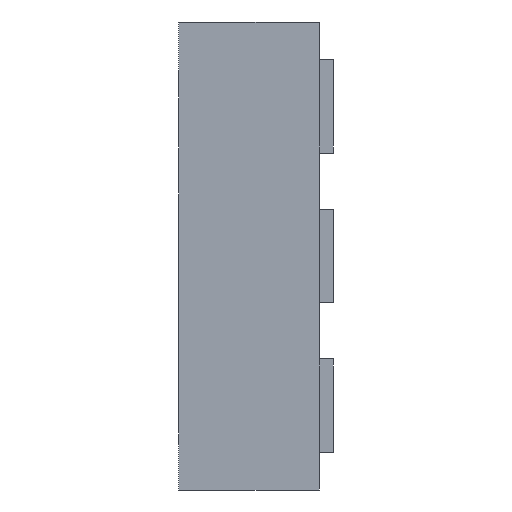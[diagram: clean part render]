
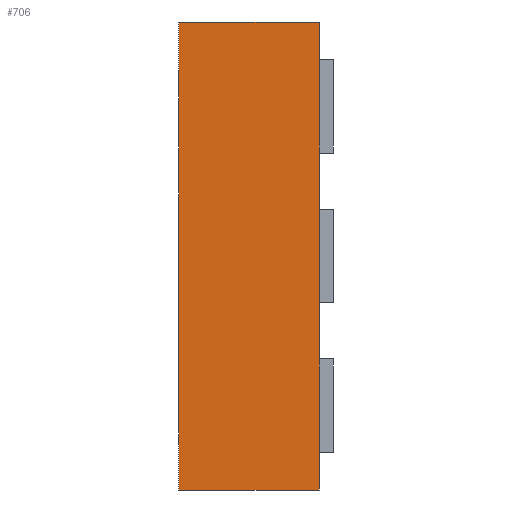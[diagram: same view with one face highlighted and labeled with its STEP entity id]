
A CAD part, left-side view. The second image highlights one B-rep face of the part: STEP entity #706.
In plain terms, the highlighted planar face has unit normal (-1, 0, 0).
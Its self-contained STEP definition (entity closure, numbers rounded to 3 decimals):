
#9 = FACE_OUTER_BOUND ( 'NONE', #963, .T. ) ;
#18 = DIRECTION ( 'NONE',  ( 0., 0., 1. ) ) ;
#21 = CARTESIAN_POINT ( 'NONE',  ( -2.5, 0., -0.5 ) ) ;
#50 = VECTOR ( 'NONE', #144, 1000. ) ;
#52 = VECTOR ( 'NONE', #431, 1000. ) ;
#56 = VERTEX_POINT ( 'NONE', #21 ) ;
#57 = VERTEX_POINT ( 'NONE', #475 ) ;
#80 = LINE ( 'NONE', #94, #642 ) ;
#91 = CARTESIAN_POINT ( 'NONE',  ( -2.5, 0., -2.5 ) ) ;
#94 = CARTESIAN_POINT ( 'NONE',  ( -2.5, 0., -2.5 ) ) ;
#106 = CARTESIAN_POINT ( 'NONE',  ( -2.5, 0., -2.5 ) ) ;
#144 = DIRECTION ( 'NONE',  ( 0., 0., 1. ) ) ;
#168 = EDGE_CURVE ( 'NONE', #726, #886, #1347, .T. ) ;
#187 = CARTESIAN_POINT ( 'NONE',  ( -2.5, 1.5, -2.5 ) ) ;
#197 = VERTEX_POINT ( 'NONE', #1242 ) ;
#204 = DIRECTION ( 'NONE',  ( 0., 0., 1. ) ) ;
#244 = LINE ( 'NONE', #345, #272 ) ;
#272 = VECTOR ( 'NONE', #372, 1000. ) ;
#291 = VERTEX_POINT ( 'NONE', #187 ) ;
#334 = VECTOR ( 'NONE', #1124, 1000. ) ;
#338 = CARTESIAN_POINT ( 'NONE',  ( -2.5, 0., 0.5 ) ) ;
#345 = CARTESIAN_POINT ( 'NONE',  ( -2.5, 1.5, 2.5 ) ) ;
#354 = CARTESIAN_POINT ( 'NONE',  ( -2.5, 0., -2.5 ) ) ;
#372 = DIRECTION ( 'NONE',  ( 0., -1., 0. ) ) ;
#375 = CARTESIAN_POINT ( 'NONE',  ( -2.5, 1.5, -2.5 ) ) ;
#381 = CARTESIAN_POINT ( 'NONE',  ( -2.5, 0., -1.1 ) ) ;
#396 = EDGE_CURVE ( 'NONE', #1039, #911, #1150, .T. ) ;
#402 = DIRECTION ( 'NONE',  ( 0., 0., 1. ) ) ;
#406 = VECTOR ( 'NONE', #204, 1000. ) ;
#431 = DIRECTION ( 'NONE',  ( 0., 0., 1. ) ) ;
#434 = VECTOR ( 'NONE', #402, 1000. ) ;
#436 = VECTOR ( 'NONE', #998, 1000. ) ;
#443 = ORIENTED_EDGE ( 'NONE', *, *, #637, .T. ) ;
#475 = CARTESIAN_POINT ( 'NONE',  ( -2.5, 0., 1.1 ) ) ;
#487 = ORIENTED_EDGE ( 'NONE', *, *, #743, .T. ) ;
#514 = ORIENTED_EDGE ( 'NONE', *, *, #168, .T. ) ;
#516 = EDGE_CURVE ( 'NONE', #57, #1039, #937, .T. ) ;
#521 = ORIENTED_EDGE ( 'NONE', *, *, #1436, .F. ) ;
#523 = EDGE_CURVE ( 'NONE', #291, #1373, #1271, .T. ) ;
#551 = LINE ( 'NONE', #888, #406 ) ;
#592 = EDGE_CURVE ( 'NONE', #886, #56, #551, .T. ) ;
#612 = CARTESIAN_POINT ( 'NONE',  ( -2.5, 0., -2.5 ) ) ;
#637 = EDGE_CURVE ( 'NONE', #197, #726, #80, .T. ) ;
#642 = VECTOR ( 'NONE', #1427, 1000. ) ;
#690 = ORIENTED_EDGE ( 'NONE', *, *, #1278, .T. ) ;
#693 = PLANE ( 'NONE',  #1316 ) ;
#696 = DIRECTION ( 'NONE',  ( 1., 0., 0. ) ) ;
#706 = ADVANCED_FACE ( 'NONE', ( #9 ), #693, .F. ) ;
#726 = VERTEX_POINT ( 'NONE', #913 ) ;
#743 = EDGE_CURVE ( 'NONE', #1327, #57, #1004, .T. ) ;
#747 = VECTOR ( 'NONE', #18, 1000. ) ;
#784 = CARTESIAN_POINT ( 'NONE',  ( -2.5, 1.5, -2.5 ) ) ;
#817 = ORIENTED_EDGE ( 'NONE', *, *, #516, .T. ) ;
#840 = LINE ( 'NONE', #784, #334 ) ;
#855 = DIRECTION ( 'NONE',  ( 0., 0., 1. ) ) ;
#885 = CARTESIAN_POINT ( 'NONE',  ( -2.5, 0., 2.1 ) ) ;
#886 = VERTEX_POINT ( 'NONE', #381 ) ;
#888 = CARTESIAN_POINT ( 'NONE',  ( -2.5, 0., -2.5 ) ) ;
#911 = VERTEX_POINT ( 'NONE', #1407 ) ;
#913 = CARTESIAN_POINT ( 'NONE',  ( -2.5, 0., -2.1 ) ) ;
#937 = LINE ( 'NONE', #612, #434 ) ;
#963 = EDGE_LOOP ( 'NONE', ( #443, #514, #1434, #1408, #487, #817, #1053, #521, #1115, #690 ) ) ;
#979 = CARTESIAN_POINT ( 'NONE',  ( -2.5, 1.5, 2.5 ) ) ;
#998 = DIRECTION ( 'NONE',  ( 0., 0., 1. ) ) ;
#1002 = EDGE_CURVE ( 'NONE', #56, #1327, #1333, .T. ) ;
#1004 = LINE ( 'NONE', #1231, #436 ) ;
#1039 = VERTEX_POINT ( 'NONE', #885 ) ;
#1053 = ORIENTED_EDGE ( 'NONE', *, *, #396, .T. ) ;
#1115 = ORIENTED_EDGE ( 'NONE', *, *, #523, .F. ) ;
#1124 = DIRECTION ( 'NONE',  ( 0., -1., 0. ) ) ;
#1150 = LINE ( 'NONE', #354, #50 ) ;
#1231 = CARTESIAN_POINT ( 'NONE',  ( -2.5, 0., -2.5 ) ) ;
#1242 = CARTESIAN_POINT ( 'NONE',  ( -2.5, 0., -2.5 ) ) ;
#1271 = LINE ( 'NONE', #375, #1289 ) ;
#1278 = EDGE_CURVE ( 'NONE', #291, #197, #840, .T. ) ;
#1289 = VECTOR ( 'NONE', #855, 1000. ) ;
#1316 = AXIS2_PLACEMENT_3D ( 'NONE', #1374, #696, #1350 ) ;
#1327 = VERTEX_POINT ( 'NONE', #338 ) ;
#1333 = LINE ( 'NONE', #91, #52 ) ;
#1347 = LINE ( 'NONE', #106, #747 ) ;
#1350 = DIRECTION ( 'NONE',  ( 0., 0., -1. ) ) ;
#1373 = VERTEX_POINT ( 'NONE', #979 ) ;
#1374 = CARTESIAN_POINT ( 'NONE',  ( -2.5, 1.5, -2.5 ) ) ;
#1407 = CARTESIAN_POINT ( 'NONE',  ( -2.5, 0., 2.5 ) ) ;
#1408 = ORIENTED_EDGE ( 'NONE', *, *, #1002, .T. ) ;
#1427 = DIRECTION ( 'NONE',  ( 0., 0., 1. ) ) ;
#1434 = ORIENTED_EDGE ( 'NONE', *, *, #592, .T. ) ;
#1436 = EDGE_CURVE ( 'NONE', #1373, #911, #244, .T. ) ;
